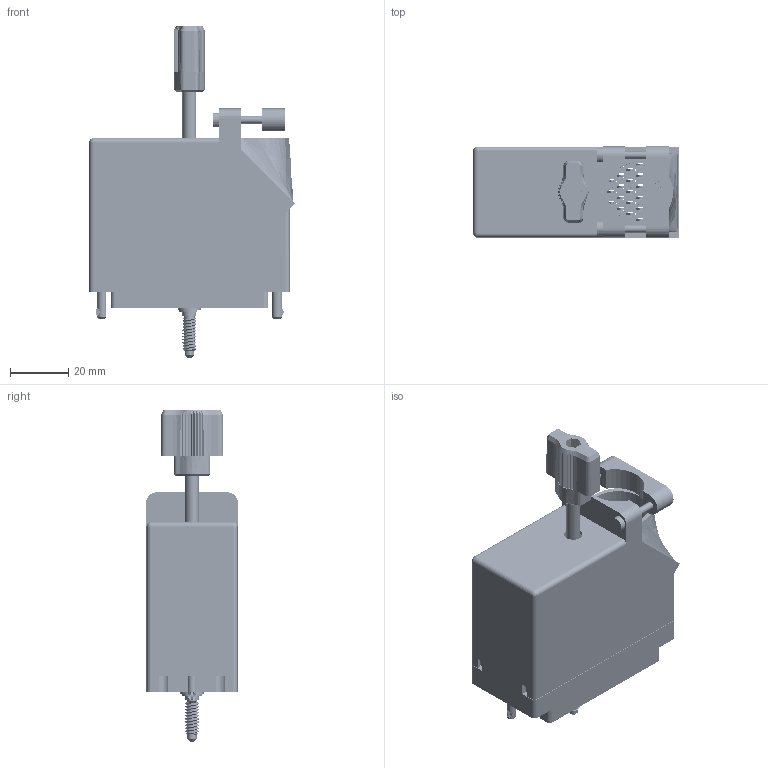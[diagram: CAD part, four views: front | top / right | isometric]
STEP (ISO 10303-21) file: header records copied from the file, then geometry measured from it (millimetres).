
FILE_DESCRIPTION (( 'STEP AP203' ), '1' );
FILE_NAME ('516-090-542-311.STEP', '2020-03-10T23:50:29', ( '' ), ( '' ), 'SwSTEP 2.0', 'SolidWorks 2016', '' );
FILE_SCHEMA (( 'CONFIG_CONTROL_DESIGN' ));
Length unit declared in the file: inch
Products named in the file (14): 516-254-091-109; 516-251-095-100; 516 Plug Insulator_090; 516-222-090-102_090; 516-292-001_542 Contact; 516-222-090-102_091; 516-230-001_Plastic - 090 Top Entry; Actuating Screw Assy 090-120; 516-253-190-107; Grub Screw; 516-250-091-111; 516-253-095-100; 516-252-091-102; 516-090-542-311
Assembly tree (104 placements, depth 3):
  516-090-542-311
    516 Plug Insulator_090
    516-292-001_542 Contact  x90
    516-230-001_Plastic - 090 Top Entry
    516-252-091-102  x2
    516-222-090-102_090
    Actuating Screw Assy 090-120
      516-251-095-100
      516-254-091-109
      516-253-095-100  x2
      516-253-190-107
      516-250-091-111
      Grub Screw
    516-222-090-102_091
Bounding box: 70.83 x 31.75 x 114.34 mm (x, y, z)
Volume: 44009.4 mm3; surface area: 69931.2 mm2
Topology: 103 solids, 103 shells, 8874 faces, 25601 edges, 16960 vertices
Faces by surface type: plane 5356, cylinder 2826, bspline 590, cone 96, torus 4, sphere 2
Entity records: 96793 total; most frequent: CARTESIAN_POINT 27679, ORIENTED_EDGE 13994, DIRECTION 13302, EDGE_CURVE 6997, LINE 4884, VECTOR 4884, VERTEX_POINT 4618, AXIS2_PLACEMENT_3D 4209
